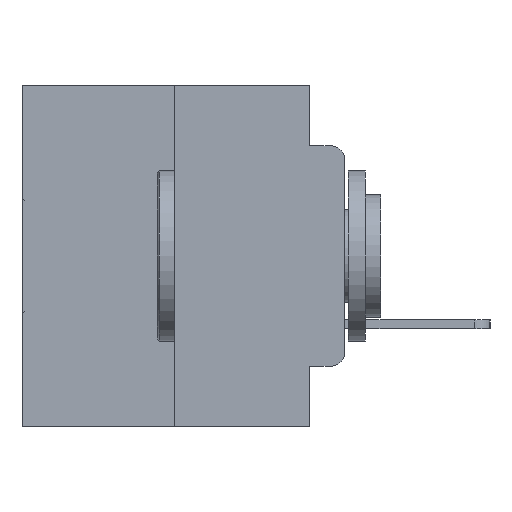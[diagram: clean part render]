
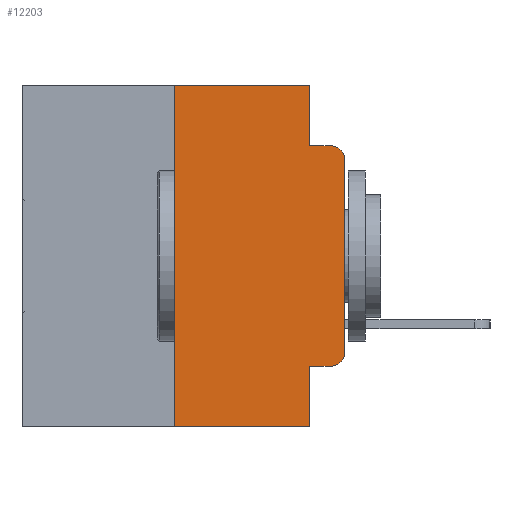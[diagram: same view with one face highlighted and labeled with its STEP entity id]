
A CAD part, left-side view. The second image highlights one B-rep face of the part: STEP entity #12203.
In plain terms, the highlighted planar face has unit normal (-1, 0, 0).
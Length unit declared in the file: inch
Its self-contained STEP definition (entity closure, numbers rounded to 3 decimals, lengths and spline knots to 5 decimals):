
#275 = LINE ( 'NONE', #8431, #28419 ) ;
#677 = VECTOR ( 'NONE', #24737, 39.37008 ) ;
#780 = ORIENTED_EDGE ( 'NONE', *, *, #6993, .T. ) ;
#927 = FACE_OUTER_BOUND ( 'NONE', #21220, .T. ) ;
#1071 = ORIENTED_EDGE ( 'NONE', *, *, #1491, .F. ) ;
#1435 = DIRECTION ( 'NONE',  ( 0., 0., 1. ) ) ;
#1491 = EDGE_CURVE ( 'NONE', #22768, #24568, #4362, .T. ) ;
#2167 = CARTESIAN_POINT ( 'NONE',  ( 0., 0.02, -0.1085 ) ) ;
#2770 = LINE ( 'NONE', #7609, #11878 ) ;
#3647 = VERTEX_POINT ( 'NONE', #14200 ) ;
#4014 = ORIENTED_EDGE ( 'NONE', *, *, #20736, .T. ) ;
#4362 = LINE ( 'NONE', #7287, #15486 ) ;
#4401 = CARTESIAN_POINT ( 'NONE',  ( 0., 0., 0. ) ) ;
#4417 = DIRECTION ( 'NONE',  ( -1., 0., 0. ) ) ;
#4558 = VERTEX_POINT ( 'NONE', #27013 ) ;
#4611 = DIRECTION ( 'NONE',  ( 0., 0., -1. ) ) ;
#5339 = EDGE_CURVE ( 'NONE', #18064, #14374, #18542, .T. ) ;
#6119 = ORIENTED_EDGE ( 'NONE', *, *, #5339, .T. ) ;
#6784 = VECTOR ( 'NONE', #7893, 39.37008 ) ;
#6915 = DIRECTION ( 'NONE',  ( 0., 0., 1. ) ) ;
#6993 = EDGE_CURVE ( 'NONE', #4558, #18064, #23453, .T. ) ;
#7221 = CARTESIAN_POINT ( 'NONE',  ( 0., 0.02, -0.4115 ) ) ;
#7287 = CARTESIAN_POINT ( 'NONE',  ( 0., 0.473, 0. ) ) ;
#7474 = VERTEX_POINT ( 'NONE', #9321 ) ;
#7609 = CARTESIAN_POINT ( 'NONE',  ( 0., 0.473, -0.5 ) ) ;
#7893 = DIRECTION ( 'NONE',  ( 0., -1., 0. ) ) ;
#8431 = CARTESIAN_POINT ( 'NONE',  ( 0., 0.051, 0. ) ) ;
#8453 = DIRECTION ( 'NONE',  ( 0., 0., -1. ) ) ;
#8658 = EDGE_CURVE ( 'NONE', #4558, #25953, #275, .T. ) ;
#8849 = CARTESIAN_POINT ( 'NONE',  ( 0., 0.25, 0. ) ) ;
#9321 = CARTESIAN_POINT ( 'NONE',  ( 0., 0.051, -0.0885 ) ) ;
#9359 = CARTESIAN_POINT ( 'NONE',  ( 0., 0.051, -0.4115 ) ) ;
#10365 = VECTOR ( 'NONE', #6915, 39.37008 ) ;
#11336 = ORIENTED_EDGE ( 'NONE', *, *, #13322, .F. ) ;
#11380 = VECTOR ( 'NONE', #1435, 39.37008 ) ;
#11878 = VECTOR ( 'NONE', #14539, 39.37008 ) ;
#12203 = ADVANCED_FACE ( 'NONE', ( #927 ), #17553, .F. ) ;
#12595 = CARTESIAN_POINT ( 'NONE',  ( 0., 0.02, -0.0885 ) ) ;
#12986 = CARTESIAN_POINT ( 'NONE',  ( 0., 0.25, 0. ) ) ;
#13114 = DIRECTION ( 'NONE',  ( 0., 0., -1. ) ) ;
#13322 = EDGE_CURVE ( 'NONE', #25198, #22768, #23102, .T. ) ;
#13763 = ORIENTED_EDGE ( 'NONE', *, *, #16347, .F. ) ;
#14200 = CARTESIAN_POINT ( 'NONE',  ( 0., 0., -0.1085 ) ) ;
#14374 = VERTEX_POINT ( 'NONE', #21300 ) ;
#14438 = ORIENTED_EDGE ( 'NONE', *, *, #22205, .T. ) ;
#14539 = DIRECTION ( 'NONE',  ( 0., -1., 0. ) ) ;
#14833 = EDGE_CURVE ( 'NONE', #24568, #7474, #19329, .T. ) ;
#15093 = CARTESIAN_POINT ( 'NONE',  ( 0., 0.25, -0.5 ) ) ;
#15486 = VECTOR ( 'NONE', #25191, 39.37008 ) ;
#15693 = CIRCLE ( 'NONE', #22577, 0.02 ) ;
#16347 = EDGE_CURVE ( 'NONE', #7474, #16986, #25369, .T. ) ;
#16676 = ORIENTED_EDGE ( 'NONE', *, *, #8658, .F. ) ;
#16986 = VERTEX_POINT ( 'NONE', #12595 ) ;
#17553 = PLANE ( 'NONE',  #29286 ) ;
#18064 = VERTEX_POINT ( 'NONE', #7221 ) ;
#18403 = CARTESIAN_POINT ( 'NONE',  ( 0., 0.02, -0.3915 ) ) ;
#18542 = CIRCLE ( 'NONE', #23499, 0.02 ) ;
#18555 = DIRECTION ( 'NONE',  ( -1., 0., 0. ) ) ;
#19119 = EDGE_CURVE ( 'NONE', #25198, #25953, #2770, .T. ) ;
#19329 = LINE ( 'NONE', #22605, #677 ) ;
#20587 = DIRECTION ( 'NONE',  ( 0., 0., -1. ) ) ;
#20736 = EDGE_CURVE ( 'NONE', #3647, #16986, #15693, .T. ) ;
#21220 = EDGE_LOOP ( 'NONE', ( #14438, #4014, #13763, #25708, #1071, #11336, #27471, #16676, #780, #6119 ) ) ;
#21300 = CARTESIAN_POINT ( 'NONE',  ( 0., 0., -0.3915 ) ) ;
#21934 = DIRECTION ( 'NONE',  ( 1., 0., 0. ) ) ;
#22174 = LINE ( 'NONE', #4401, #10365 ) ;
#22205 = EDGE_CURVE ( 'NONE', #14374, #3647, #22174, .T. ) ;
#22577 = AXIS2_PLACEMENT_3D ( 'NONE', #2167, #18555, #4611 ) ;
#22605 = CARTESIAN_POINT ( 'NONE',  ( 0., 0.051, 0. ) ) ;
#22768 = VERTEX_POINT ( 'NONE', #12986 ) ;
#22798 = VECTOR ( 'NONE', #26978, 39.37008 ) ;
#23102 = LINE ( 'NONE', #8849, #11380 ) ;
#23453 = LINE ( 'NONE', #9359, #22798 ) ;
#23499 = AXIS2_PLACEMENT_3D ( 'NONE', #18403, #4417, #20587 ) ;
#23964 = CARTESIAN_POINT ( 'NONE',  ( 0., 0.473, 0. ) ) ;
#24568 = VERTEX_POINT ( 'NONE', #26478 ) ;
#24737 = DIRECTION ( 'NONE',  ( 0., 0., -1. ) ) ;
#25191 = DIRECTION ( 'NONE',  ( 0., -1., 0. ) ) ;
#25198 = VERTEX_POINT ( 'NONE', #15093 ) ;
#25369 = LINE ( 'NONE', #27820, #6784 ) ;
#25578 = CARTESIAN_POINT ( 'NONE',  ( 0., 0.051, -0.5 ) ) ;
#25708 = ORIENTED_EDGE ( 'NONE', *, *, #14833, .F. ) ;
#25953 = VERTEX_POINT ( 'NONE', #25578 ) ;
#26478 = CARTESIAN_POINT ( 'NONE',  ( 0., 0.051, 0. ) ) ;
#26978 = DIRECTION ( 'NONE',  ( 0., -1., 0. ) ) ;
#27013 = CARTESIAN_POINT ( 'NONE',  ( 0., 0.051, -0.4115 ) ) ;
#27471 = ORIENTED_EDGE ( 'NONE', *, *, #19119, .T. ) ;
#27820 = CARTESIAN_POINT ( 'NONE',  ( 0., 0.051, -0.0885 ) ) ;
#28419 = VECTOR ( 'NONE', #13114, 39.37008 ) ;
#29286 = AXIS2_PLACEMENT_3D ( 'NONE', #23964, #21934, #8453 ) ;
